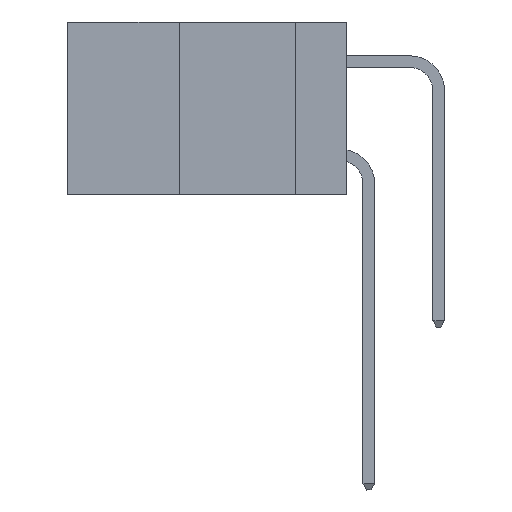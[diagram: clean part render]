
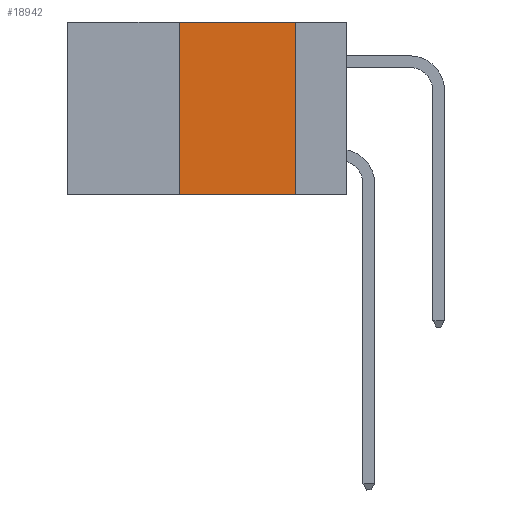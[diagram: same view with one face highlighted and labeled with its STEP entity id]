
A CAD part, left-side view. The second image highlights one B-rep face of the part: STEP entity #18942.
In plain terms, the highlighted planar face has unit normal (-1, 0, 0).
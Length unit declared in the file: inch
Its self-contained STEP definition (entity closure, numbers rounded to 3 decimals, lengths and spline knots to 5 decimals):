
#713 = EDGE_CURVE ( 'NONE', #24251, #8820, #2613, .T. ) ;
#916 = CARTESIAN_POINT ( 'NONE',  ( 0., 0.6, 0. ) ) ;
#1426 = CARTESIAN_POINT ( 'NONE',  ( 0., 0.11, -0.37 ) ) ;
#1980 = DIRECTION ( 'NONE',  ( 0., -1., 0. ) ) ;
#2254 = DIRECTION ( 'NONE',  ( 0., 0., 1. ) ) ;
#2613 = LINE ( 'NONE', #21981, #16973 ) ;
#3047 = ORIENTED_EDGE ( 'NONE', *, *, #713, .F. ) ;
#4473 = LINE ( 'NONE', #20907, #12727 ) ;
#4600 = AXIS2_PLACEMENT_3D ( 'NONE', #23946, #5568, #7995 ) ;
#4843 = ORIENTED_EDGE ( 'NONE', *, *, #13850, .T. ) ;
#5151 = PLANE ( 'NONE',  #4600 ) ;
#5195 = ORIENTED_EDGE ( 'NONE', *, *, #5838, .F. ) ;
#5568 = DIRECTION ( 'NONE',  ( 1., 0., 0. ) ) ;
#5838 = EDGE_CURVE ( 'NONE', #21098, #6246, #12423, .T. ) ;
#6131 = CARTESIAN_POINT ( 'NONE',  ( 0., 0.36, 0. ) ) ;
#6246 = VERTEX_POINT ( 'NONE', #6131 ) ;
#7995 = DIRECTION ( 'NONE',  ( 0., 0., -1. ) ) ;
#8816 = CARTESIAN_POINT ( 'NONE',  ( 0., 0.11, 0. ) ) ;
#8820 = VERTEX_POINT ( 'NONE', #1426 ) ;
#9462 = VECTOR ( 'NONE', #2254, 39.37008 ) ;
#10387 = CARTESIAN_POINT ( 'NONE',  ( 0., 0.36, -0.37 ) ) ;
#12331 = VECTOR ( 'NONE', #14075, 39.37008 ) ;
#12423 = LINE ( 'NONE', #19003, #9462 ) ;
#12727 = VECTOR ( 'NONE', #1980, 39.37008 ) ;
#13850 = EDGE_CURVE ( 'NONE', #21098, #8820, #4473, .T. ) ;
#14075 = DIRECTION ( 'NONE',  ( 0., -1., 0. ) ) ;
#16760 = EDGE_LOOP ( 'NONE', ( #3047, #24095, #5195, #4843 ) ) ;
#16973 = VECTOR ( 'NONE', #23950, 39.37008 ) ;
#18942 = ADVANCED_FACE ( 'NONE', ( #20681 ), #5151, .F. ) ;
#19003 = CARTESIAN_POINT ( 'NONE',  ( 0., 0.36, 0. ) ) ;
#20681 = FACE_OUTER_BOUND ( 'NONE', #16760, .T. ) ;
#20907 = CARTESIAN_POINT ( 'NONE',  ( 0., 0.6, -0.37 ) ) ;
#21098 = VERTEX_POINT ( 'NONE', #10387 ) ;
#21822 = EDGE_CURVE ( 'NONE', #6246, #24251, #22882, .T. ) ;
#21981 = CARTESIAN_POINT ( 'NONE',  ( 0., 0.11, 0. ) ) ;
#22882 = LINE ( 'NONE', #916, #12331 ) ;
#23946 = CARTESIAN_POINT ( 'NONE',  ( 0., 0.6, 0. ) ) ;
#23950 = DIRECTION ( 'NONE',  ( 0., 0., -1. ) ) ;
#24095 = ORIENTED_EDGE ( 'NONE', *, *, #21822, .F. ) ;
#24251 = VERTEX_POINT ( 'NONE', #8816 ) ;
